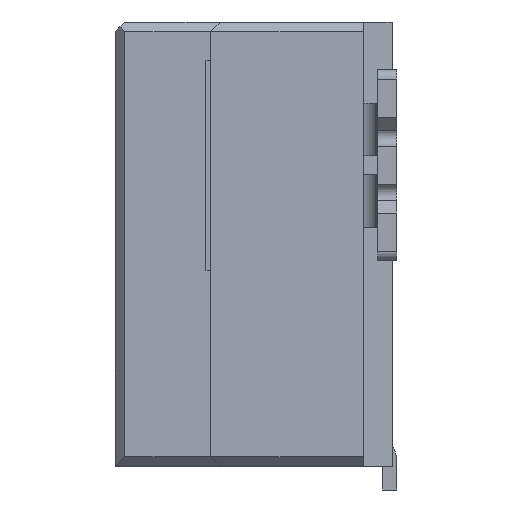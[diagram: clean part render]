
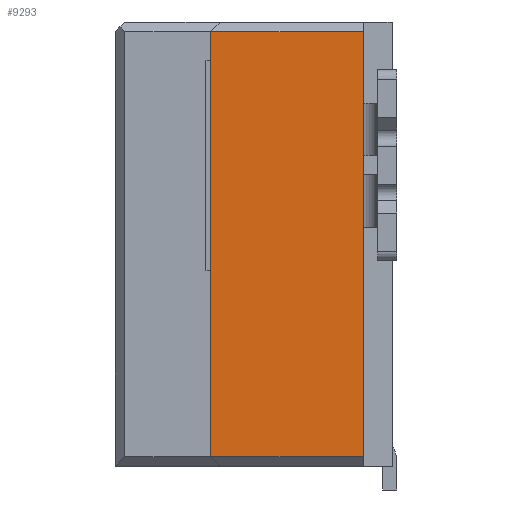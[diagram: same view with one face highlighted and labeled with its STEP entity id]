
A CAD part, left-side view. The second image highlights one B-rep face of the part: STEP entity #9293.
In plain terms, the highlighted planar face has unit normal (-1, 0, 0).
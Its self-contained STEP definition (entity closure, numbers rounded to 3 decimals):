
#157 = CARTESIAN_POINT ( 'NONE',  ( -13.65, 1.95, 0. ) ) ;
#771 = EDGE_CURVE ( 'NONE', #9354, #9341, #5304, .T. ) ;
#984 = EDGE_CURVE ( 'NONE', #5447, #2619, #14027, .T. ) ;
#1123 = EDGE_CURVE ( 'NONE', #9341, #5447, #11946, .T. ) ;
#1573 = ORIENTED_EDGE ( 'NONE', *, *, #1123, .T. ) ;
#2222 = DIRECTION ( 'NONE',  ( 0., -1., 0. ) ) ;
#2619 = VERTEX_POINT ( 'NONE', #12740 ) ;
#2659 = CARTESIAN_POINT ( 'NONE',  ( -13.65, 1.95, 4.2 ) ) ;
#2812 = CARTESIAN_POINT ( 'NONE',  ( -13.65, 1.95, -0.25 ) ) ;
#4889 = CARTESIAN_POINT ( 'NONE',  ( -13.65, 1.95, 4.2 ) ) ;
#5122 = VECTOR ( 'NONE', #2222, 1000. ) ;
#5304 = LINE ( 'NONE', #4889, #11241 ) ;
#5447 = VERTEX_POINT ( 'NONE', #2812 ) ;
#5826 = ORIENTED_EDGE ( 'NONE', *, *, #771, .T. ) ;
#5906 = CARTESIAN_POINT ( 'NONE',  ( -13.65, 0.05, -0.35 ) ) ;
#6394 = EDGE_CURVE ( 'NONE', #9354, #2619, #12877, .T. ) ;
#6413 = EDGE_LOOP ( 'NONE', ( #5826, #1573, #10438, #8358 ) ) ;
#7010 = FACE_OUTER_BOUND ( 'NONE', #6413, .T. ) ;
#7014 = DIRECTION ( 'NONE',  ( 0., 0., -1. ) ) ;
#7024 = DIRECTION ( 'NONE',  ( 0., 0., 1. ) ) ;
#7474 = AXIS2_PLACEMENT_3D ( 'NONE', #5906, #13701, #7024 ) ;
#8358 = ORIENTED_EDGE ( 'NONE', *, *, #6394, .F. ) ;
#9293 = ADVANCED_FACE ( 'NONE', ( #7010 ), #12594, .T. ) ;
#9300 = CARTESIAN_POINT ( 'NONE',  ( -13.65, 0.35, 4.2 ) ) ;
#9341 = VERTEX_POINT ( 'NONE', #2659 ) ;
#9354 = VERTEX_POINT ( 'NONE', #9300 ) ;
#9990 = CARTESIAN_POINT ( 'NONE',  ( -13.65, 0.05, -0.25 ) ) ;
#10252 = VECTOR ( 'NONE', #7014, 1000. ) ;
#10438 = ORIENTED_EDGE ( 'NONE', *, *, #984, .T. ) ;
#11241 = VECTOR ( 'NONE', #13824, 1000. ) ;
#11594 = VECTOR ( 'NONE', #13472, 1000. ) ;
#11946 = LINE ( 'NONE', #157, #11594 ) ;
#12594 = PLANE ( 'NONE',  #7474 ) ;
#12740 = CARTESIAN_POINT ( 'NONE',  ( -13.65, 0.35, -0.25 ) ) ;
#12877 = LINE ( 'NONE', #13688, #10252 ) ;
#13472 = DIRECTION ( 'NONE',  ( 0., 0., -1. ) ) ;
#13688 = CARTESIAN_POINT ( 'NONE',  ( -13.65, 0.35, -0.35 ) ) ;
#13701 = DIRECTION ( 'NONE',  ( -1., 0., 0. ) ) ;
#13824 = DIRECTION ( 'NONE',  ( 0., 1., 0. ) ) ;
#14027 = LINE ( 'NONE', #9990, #5122 ) ;
